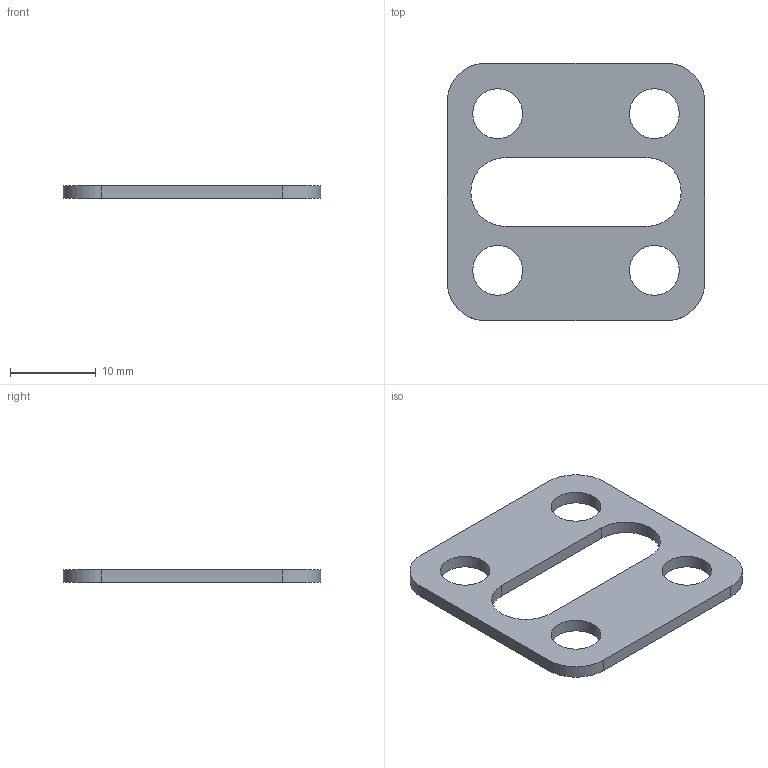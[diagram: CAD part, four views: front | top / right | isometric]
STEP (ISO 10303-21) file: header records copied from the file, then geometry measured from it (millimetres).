
FILE_DESCRIPTION(/* description */ (''),/* implementation_level */ '2;1');
FILE_NAME(/* name */ '16 8090 000 001_01-Dichtung.stp',/* time_stamp */ '2020-08-20T12:05:51+02:00',/* author */ (''),/* organization */ (''),/* preprocessor_version */ 'ST-DEVELOPER v16',/* originating_system */ 'SIEMENS PLM Software NX 11.0',/* authorisation */ '');
FILE_SCHEMA (('AUTOMOTIVE_DESIGN { 1 0 10303 214 3 1 1 1 }'));
Length unit declared in the file: millimetre
Products named in the file (1): rhen0474787Ecrh9
Bounding box: 30 x 30 x 1.5 mm (x, y, z)
Volume: 892 mm3; surface area: 1554.3 mm2
Topology: 1 solids, 1 shells, 18 faces, 51 edges, 35 vertices
Faces by surface type: cylinder 10, plane 8
Full cylindrical faces by diameter (mm): 5.8 x4
Entity records: 604 total; most frequent: DIRECTION 102, CARTESIAN_POINT 95, ORIENTED_EDGE 88, EDGE_CURVE 44, AXIS2_PLACEMENT_3D 39, EDGE_LOOP 32, VERTEX_POINT 32, LINE 24
